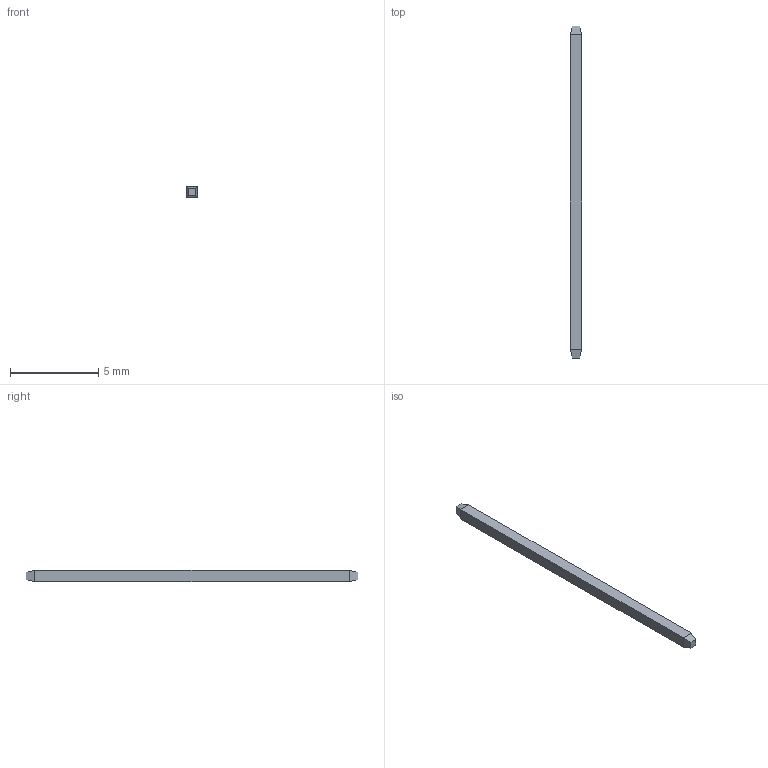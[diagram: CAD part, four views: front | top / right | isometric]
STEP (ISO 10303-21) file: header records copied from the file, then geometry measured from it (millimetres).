
FILE_DESCRIPTION(('HOOPS Exchange Step'),'2;1');
FILE_NAME('Pin.step','2017-04-28T09:00:53+00:00',('SYSTEM'),('Unknown organisation'),'HOOPS Exchange 10.0','HOOPS Exchange','Unknown authorisation');
FILE_SCHEMA( ('AUTOMOTIVE_DESIGN { 1 0 10303 214 1 1 1 1 }') );
Length unit declared in the file: millimetre
Products named in the file (2): Default; Pin
Assembly tree (1 placements, depth 2):
  Pin
    Default
Bounding box: 0.65 x 18.8 x 0.65 mm (x, y, z)
Volume: 7.8 mm3; surface area: 48.8 mm2
Topology: 1 solids, 1 shells, 14 faces, 28 edges, 16 vertices
Faces by surface type: plane 14
Entity records: 403 total; most frequent: CARTESIAN_POINT 85, ORIENTED_EDGE 56, DIRECTION 54, EDGE_CURVE 28, VECTOR 20, LINE 20, AXIS2_PLACEMENT_3D 17, VERTEX_POINT 16
